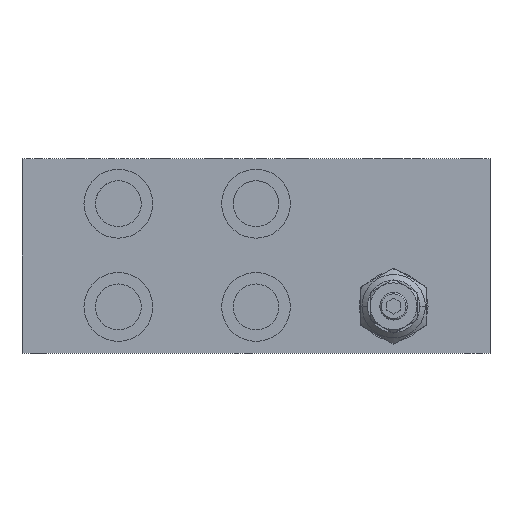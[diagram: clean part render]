
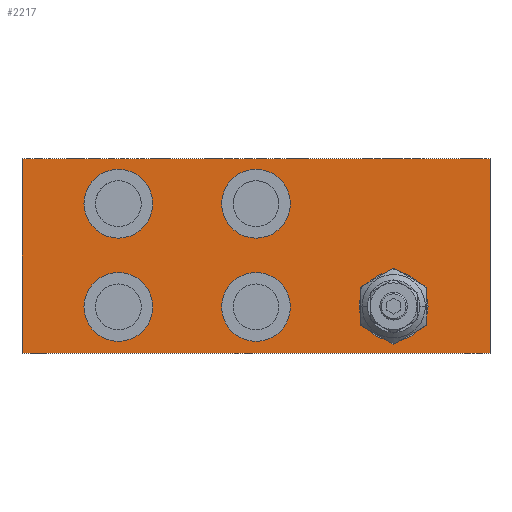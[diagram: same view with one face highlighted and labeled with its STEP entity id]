
A CAD part, front view. The second image highlights one B-rep face of the part: STEP entity #2217.
In plain terms, the highlighted planar face has unit normal (0, -1, 0).
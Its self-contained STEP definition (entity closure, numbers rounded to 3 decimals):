
#1755 = VERTEX_POINT( '', #5219 );
#1831 = EDGE_CURVE( '', #3173, #3589, #5304, .T. );
#1855 = EDGE_CURVE( '', #4605, #4669, #5331, .T. );
#1889 = EDGE_CURVE( '', #3589, #3077, #5366, .T. );
#1893 = VERTEX_POINT( '', #5371 );
#1967 = EDGE_CURVE( '', #1755, #2367, #5452, .T. );
#1985 = VERTEX_POINT( '', #5474 );
#2019 = EDGE_CURVE( '', #5079, #3637, #5510, .T. );
#2091 = EDGE_CURVE( '', #1893, #3407, #5586, .T. );
#2217 = ADVANCED_FACE( '', ( #5726, #5727, #5728, #5729, #5730, #5731 ), #5732, .F. );
#2271 = EDGE_CURVE( '', #3637, #5079, #5793, .T. );
#2367 = VERTEX_POINT( '', #5897 );
#2857 = VERTEX_POINT( '', #6452 );
#2885 = EDGE_CURVE( '', #2367, #1755, #6484, .T. );
#3077 = VERTEX_POINT( '', #6703 );
#3173 = VERTEX_POINT( '', #6806 );
#3217 = EDGE_CURVE( '', #2857, #4987, #6859, .T. );
#3407 = VERTEX_POINT( '', #7074 );
#3453 = EDGE_CURVE( '', #4987, #2857, #7126, .T. );
#3589 = VERTEX_POINT( '', #7269 );
#3637 = VERTEX_POINT( '', #7322 );
#3757 = EDGE_CURVE( '', #3077, #1985, #7452, .T. );
#4361 = EDGE_CURVE( '', #4669, #4605, #8124, .T. );
#4605 = VERTEX_POINT( '', #8386 );
#4609 = EDGE_CURVE( '', #3407, #1893, #8390, .T. );
#4617 = EDGE_CURVE( '', #3173, #1985, #8399, .T. );
#4669 = VERTEX_POINT( '', #8454 );
#4987 = VERTEX_POINT( '', #8827 );
#5079 = VERTEX_POINT( '', #8926 );
#5219 = CARTESIAN_POINT( '', ( 578., 0., 62. ) );
#5304 = LINE( '', #9217, #9218 );
#5331 = CIRCLE( '', #9247, 12.5 );
#5366 = LINE( '', #9308, #9309 );
#5371 = CARTESIAN_POINT( '', ( 503., 0., 61.75 ) );
#5452 = CIRCLE( '', #9424, 12.5 );
#5474 = CARTESIAN_POINT( '', ( 455.5, 0., 45. ) );
#5510 = CIRCLE( '', #9515, 12.5 );
#5586 = CIRCLE( '', #9647, 12.5 );
#5726 = FACE_BOUND( '', #9862, .T. );
#5727 = FACE_BOUND( '', #9863, .T. );
#5728 = FACE_BOUND( '', #9864, .T. );
#5729 = FACE_BOUND( '', #9865, .T. );
#5730 = FACE_BOUND( '', #9866, .T. );
#5731 = FACE_OUTER_BOUND( '', #9867, .T. );
#5732 = PLANE( '', #9868 );
#5793 = CIRCLE( '', #9968, 12.5 );
#5897 = CARTESIAN_POINT( '', ( 603., 0., 62. ) );
#6452 = CARTESIAN_POINT( '', ( 503., 0., 99.25 ) );
#6484 = CIRCLE( '', #11155, 12.5 );
#6703 = CARTESIAN_POINT( '', ( 625.5, 0., 45. ) );
#6806 = CARTESIAN_POINT( '', ( 455.5, 0., 115.5 ) );
#6859 = CIRCLE( '', #11699, 12.5 );
#7074 = CARTESIAN_POINT( '', ( 478., 0., 61.75 ) );
#7126 = CIRCLE( '', #12146, 12.5 );
#7269 = CARTESIAN_POINT( '', ( 625.5, 0., 115.5 ) );
#7322 = CARTESIAN_POINT( '', ( 528., 0., 99.25 ) );
#7452 = LINE( '', #12734, #12735 );
#8124 = CIRCLE( '', #13775, 12.5 );
#8386 = CARTESIAN_POINT( '', ( 528., 0., 61.75 ) );
#8390 = CIRCLE( '', #14148, 12.5 );
#8399 = LINE( '', #14158, #14159 );
#8454 = CARTESIAN_POINT( '', ( 553., 0., 61.75 ) );
#8827 = CARTESIAN_POINT( '', ( 478., 0., 99.25 ) );
#8926 = CARTESIAN_POINT( '', ( 553., 0., 99.25 ) );
#9217 = CARTESIAN_POINT( '', ( 540.5, 0., 115.5 ) );
#9218 = VECTOR( '', #15444, 1. );
#9247 = AXIS2_PLACEMENT_3D( '', #15482, #15483, #15484 );
#9308 = CARTESIAN_POINT( '', ( 625.5, 0., 80.25 ) );
#9309 = VECTOR( '', #15506, 1. );
#9424 = AXIS2_PLACEMENT_3D( '', #15593, #15594, #15595 );
#9515 = AXIS2_PLACEMENT_3D( '', #15675, #15676, #15677 );
#9647 = AXIS2_PLACEMENT_3D( '', #15749, #15750, #15751 );
#9862 = EDGE_LOOP( '', ( #15924, #15925 ) );
#9863 = EDGE_LOOP( '', ( #15926, #15927 ) );
#9864 = EDGE_LOOP( '', ( #15928, #15929 ) );
#9865 = EDGE_LOOP( '', ( #15930, #15931 ) );
#9866 = EDGE_LOOP( '', ( #15932, #15933 ) );
#9867 = EDGE_LOOP( '', ( #15934, #15935, #15936, #15937 ) );
#9868 = AXIS2_PLACEMENT_3D( '', #15938, #15939, #15940 );
#9968 = AXIS2_PLACEMENT_3D( '', #16028, #16029, #16030 );
#11155 = AXIS2_PLACEMENT_3D( '', #16834, #16835, #16836 );
#11699 = AXIS2_PLACEMENT_3D( '', #17328, #17329, #17330 );
#12146 = AXIS2_PLACEMENT_3D( '', #17686, #17687, #17688 );
#12734 = CARTESIAN_POINT( '', ( 540.5, 0., 45. ) );
#12735 = VECTOR( '', #18013, 1. );
#13775 = AXIS2_PLACEMENT_3D( '', #18786, #18787, #18788 );
#14148 = AXIS2_PLACEMENT_3D( '', #19043, #19044, #19045 );
#14158 = CARTESIAN_POINT( '', ( 455.5, 0., 80.25 ) );
#14159 = VECTOR( '', #19054, 1. );
#15444 = DIRECTION( '', ( 1., 0., 0. ) );
#15482 = CARTESIAN_POINT( '', ( 540.5, 0., 61.75 ) );
#15483 = DIRECTION( '', ( 0., 1., 0. ) );
#15484 = DIRECTION( '', ( 1., 0., 0. ) );
#15506 = DIRECTION( '', ( 0., 0., -1. ) );
#15593 = CARTESIAN_POINT( '', ( 590.5, 0., 62. ) );
#15594 = DIRECTION( '', ( 0., 1., 0. ) );
#15595 = DIRECTION( '', ( 1., 0., 0. ) );
#15675 = CARTESIAN_POINT( '', ( 540.5, 0., 99.25 ) );
#15676 = DIRECTION( '', ( 0., 1., 0. ) );
#15677 = DIRECTION( '', ( 1., 0., 0. ) );
#15749 = CARTESIAN_POINT( '', ( 490.5, 0., 61.75 ) );
#15750 = DIRECTION( '', ( 0., 1., 0. ) );
#15751 = DIRECTION( '', ( 1., 0., 0. ) );
#15924 = ORIENTED_EDGE( '', *, *, #2019, .T. );
#15925 = ORIENTED_EDGE( '', *, *, #2271, .T. );
#15926 = ORIENTED_EDGE( '', *, *, #4361, .T. );
#15927 = ORIENTED_EDGE( '', *, *, #1855, .T. );
#15928 = ORIENTED_EDGE( '', *, *, #2091, .T. );
#15929 = ORIENTED_EDGE( '', *, *, #4609, .T. );
#15930 = ORIENTED_EDGE( '', *, *, #2885, .T. );
#15931 = ORIENTED_EDGE( '', *, *, #1967, .T. );
#15932 = ORIENTED_EDGE( '', *, *, #3217, .T. );
#15933 = ORIENTED_EDGE( '', *, *, #3453, .T. );
#15934 = ORIENTED_EDGE( '', *, *, #4617, .T. );
#15935 = ORIENTED_EDGE( '', *, *, #3757, .F. );
#15936 = ORIENTED_EDGE( '', *, *, #1889, .F. );
#15937 = ORIENTED_EDGE( '', *, *, #1831, .F. );
#15938 = CARTESIAN_POINT( '', ( 540.5, 0., 80.25 ) );
#15939 = DIRECTION( '', ( 0., 1., 0. ) );
#15940 = DIRECTION( '', ( 0., 0., 1. ) );
#16028 = CARTESIAN_POINT( '', ( 540.5, 0., 99.25 ) );
#16029 = DIRECTION( '', ( 0., 1., 0. ) );
#16030 = DIRECTION( '', ( 1., 0., 0. ) );
#16834 = CARTESIAN_POINT( '', ( 590.5, 0., 62. ) );
#16835 = DIRECTION( '', ( 0., 1., 0. ) );
#16836 = DIRECTION( '', ( 1., 0., 0. ) );
#17328 = CARTESIAN_POINT( '', ( 490.5, 0., 99.25 ) );
#17329 = DIRECTION( '', ( 0., 1., 0. ) );
#17330 = DIRECTION( '', ( 1., 0., 0. ) );
#17686 = CARTESIAN_POINT( '', ( 490.5, 0., 99.25 ) );
#17687 = DIRECTION( '', ( 0., 1., 0. ) );
#17688 = DIRECTION( '', ( 1., 0., 0. ) );
#18013 = DIRECTION( '', ( -1., 0., 0. ) );
#18786 = CARTESIAN_POINT( '', ( 540.5, 0., 61.75 ) );
#18787 = DIRECTION( '', ( 0., 1., 0. ) );
#18788 = DIRECTION( '', ( 1., 0., 0. ) );
#19043 = CARTESIAN_POINT( '', ( 490.5, 0., 61.75 ) );
#19044 = DIRECTION( '', ( 0., 1., 0. ) );
#19045 = DIRECTION( '', ( 1., 0., 0. ) );
#19054 = DIRECTION( '', ( 0., 0., -1. ) );
